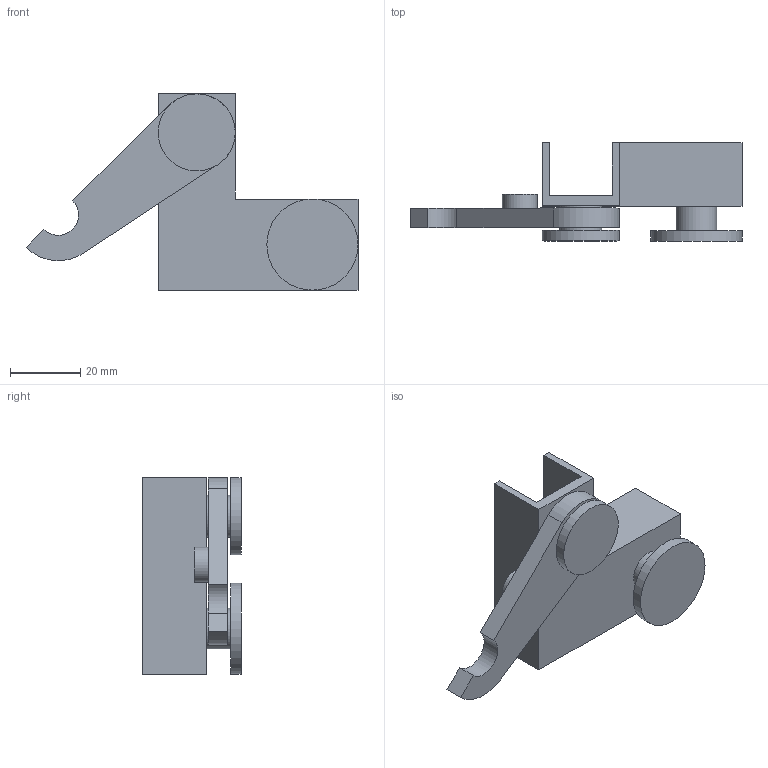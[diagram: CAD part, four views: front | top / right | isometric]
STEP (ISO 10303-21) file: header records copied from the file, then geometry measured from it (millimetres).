
FILE_DESCRIPTION(/* description */ (''),/* implementation_level */ '2;1');
FILE_NAME(/* name */ 'Lock.step',/* time_stamp */ '2024-11-11T02:49:15+01:00',/* author */ (''),/* organization */ (''),/* preprocessor_version */ 'ST-DEVELOPER v20',/* originating_system */ 'Autodesk Translation Framework v13.20.0.188',/* authorisation */ '');
FILE_SCHEMA (('AUTOMOTIVE_DESIGN { 1 0 10303 214 3 1 1 }'));
Length unit declared in the file: millimetre
Products named in the file (1): lock
Bounding box: 94.69 x 28 x 56 mm (x, y, z)
Volume: 20835.9 mm3; surface area: 15397.1 mm2
Topology: 2 solids, 2 shells, 35 faces, 78 edges, 52 vertices
Faces by surface type: plane 26, cylinder 9
Full cylindrical faces by diameter (mm): 10 x1, 11.561 x1, 12.009 x1, 13.666 x1, 22 x1, 26 x1
Entity records: 1006 total; most frequent: DIRECTION 168, CARTESIAN_POINT 166, ORIENTED_EDGE 156, EDGE_CURVE 78, LINE 60, VECTOR 60, AXIS2_PLACEMENT_3D 54, VERTEX_POINT 52
